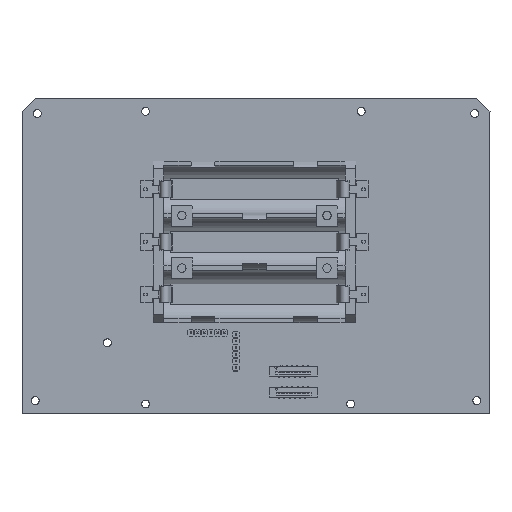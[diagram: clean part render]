
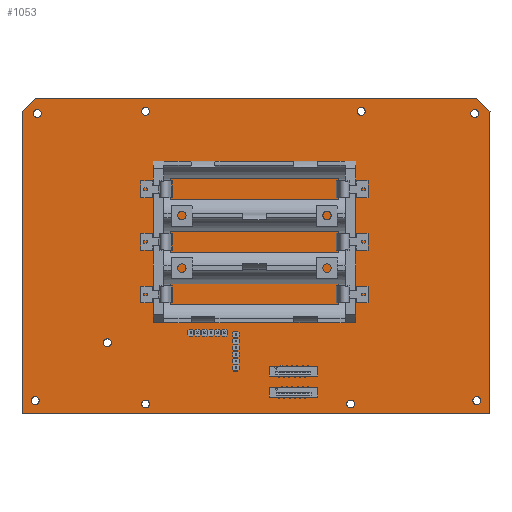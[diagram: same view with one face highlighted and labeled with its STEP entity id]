
A CAD part, top view. The second image highlights one B-rep face of the part: STEP entity #1053.
In plain terms, the highlighted planar face has unit normal (0, 0, 1).
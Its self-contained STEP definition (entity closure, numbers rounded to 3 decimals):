
#72 = VERTEX_POINT('',#73);
#73 = CARTESIAN_POINT('',(33.407,32.267,0.411));
#79 = EDGE_CURVE('',#72,#80,#82,.T.);
#80 = VERTEX_POINT('',#81);
#81 = CARTESIAN_POINT('',(51.284,32.266,0.411));
#82 = LINE('',#83,#84);
#83 = CARTESIAN_POINT('',(33.407,32.267,0.411));
#84 = VECTOR('',#85,1.);
#85 = DIRECTION('',(1.,0.,0.));
#110 = EDGE_CURVE('',#80,#111,#113,.T.);
#111 = VERTEX_POINT('',#112);
#112 = CARTESIAN_POINT('',(211.407,32.264,0.411));
#113 = LINE('',#114,#115);
#114 = CARTESIAN_POINT('',(51.284,32.266,0.411));
#115 = VECTOR('',#116,1.);
#116 = DIRECTION('',(1.,0.,0.));
#141 = EDGE_CURVE('',#111,#142,#144,.T.);
#142 = VERTEX_POINT('',#143);
#143 = CARTESIAN_POINT('',(211.409,147.264,0.411));
#144 = LINE('',#145,#146);
#145 = CARTESIAN_POINT('',(211.407,32.264,0.411));
#146 = VECTOR('',#147,1.);
#147 = DIRECTION('',(0.,1.,0.));
#172 = EDGE_CURVE('',#142,#173,#175,.T.);
#173 = VERTEX_POINT('',#174);
#174 = CARTESIAN_POINT('',(206.409,152.264,0.411));
#175 = LINE('',#176,#177);
#176 = CARTESIAN_POINT('',(211.409,147.264,0.411));
#177 = VECTOR('',#178,1.);
#178 = DIRECTION('',(-0.707,0.707,0.));
#203 = EDGE_CURVE('',#173,#204,#206,.T.);
#204 = VERTEX_POINT('',#205);
#205 = CARTESIAN_POINT('',(38.409,152.267,0.411));
#206 = LINE('',#207,#208);
#207 = CARTESIAN_POINT('',(206.409,152.264,0.411));
#208 = VECTOR('',#209,1.);
#209 = DIRECTION('',(-1.,0.,0.));
#234 = EDGE_CURVE('',#204,#235,#237,.T.);
#235 = VERTEX_POINT('',#236);
#236 = CARTESIAN_POINT('',(33.409,147.267,0.411));
#237 = LINE('',#238,#239);
#238 = CARTESIAN_POINT('',(38.409,152.267,0.411));
#239 = VECTOR('',#240,1.);
#240 = DIRECTION('',(-0.707,-0.707,0.));
#265 = EDGE_CURVE('',#235,#72,#266,.T.);
#266 = LINE('',#267,#268);
#267 = CARTESIAN_POINT('',(33.409,147.267,0.411));
#268 = VECTOR('',#269,1.);
#269 = DIRECTION('',(0.,-1.,0.));
#289 = VERTEX_POINT('',#290);
#290 = CARTESIAN_POINT('',(39.918,37.267,0.411));
#296 = EDGE_CURVE('',#289,#289,#297,.T.);
#297 = CIRCLE('',#298,1.5);
#298 = AXIS2_PLACEMENT_3D('',#299,#300,#301);
#299 = CARTESIAN_POINT('',(38.418,37.267,0.411));
#300 = DIRECTION('',(0.,0.,1.));
#301 = DIRECTION('',(1.,0.,-0.));
#322 = VERTEX_POINT('',#323);
#323 = CARTESIAN_POINT('',(67.386,59.246,0.411));
#329 = EDGE_CURVE('',#322,#322,#330,.T.);
#330 = CIRCLE('',#331,1.5);
#331 = AXIS2_PLACEMENT_3D('',#332,#333,#334);
#332 = CARTESIAN_POINT('',(65.886,59.246,0.411));
#333 = DIRECTION('',(0.,0.,1.));
#334 = DIRECTION('',(1.,0.,-0.));
#355 = VERTEX_POINT('',#356);
#356 = CARTESIAN_POINT('',(81.907,35.975,0.411));
#362 = EDGE_CURVE('',#355,#355,#363,.T.);
#363 = CIRCLE('',#364,1.5);
#364 = AXIS2_PLACEMENT_3D('',#365,#366,#367);
#365 = CARTESIAN_POINT('',(80.407,35.975,0.411));
#366 = DIRECTION('',(0.,0.,1.));
#367 = DIRECTION('',(1.,0.,-0.));
#388 = VERTEX_POINT('',#389);
#389 = CARTESIAN_POINT('',(98.017,63.056,0.411));
#395 = EDGE_CURVE('',#388,#388,#396,.T.);
#396 = CIRCLE('',#397,0.381);
#397 = AXIS2_PLACEMENT_3D('',#398,#399,#400);
#398 = CARTESIAN_POINT('',(97.636,63.056,0.411));
#399 = DIRECTION('',(0.,0.,1.));
#400 = DIRECTION('',(1.,0.,-0.));
#421 = VERTEX_POINT('',#422);
#422 = CARTESIAN_POINT('',(105.637,63.056,0.411));
#428 = EDGE_CURVE('',#421,#421,#429,.T.);
#429 = CIRCLE('',#430,0.381);
#430 = AXIS2_PLACEMENT_3D('',#431,#432,#433);
#431 = CARTESIAN_POINT('',(105.256,63.056,0.411));
#432 = DIRECTION('',(0.,0.,1.));
#433 = DIRECTION('',(1.,0.,-0.));
#454 = VERTEX_POINT('',#455);
#455 = CARTESIAN_POINT('',(40.737,146.438,0.411));
#461 = EDGE_CURVE('',#454,#454,#462,.T.);
#462 = CIRCLE('',#463,1.5);
#463 = AXIS2_PLACEMENT_3D('',#464,#465,#466);
#464 = CARTESIAN_POINT('',(39.237,146.438,0.411));
#465 = DIRECTION('',(0.,0.,1.));
#466 = DIRECTION('',(1.,0.,-0.));
#487 = VERTEX_POINT('',#488);
#488 = CARTESIAN_POINT('',(81.909,147.266,0.411));
#494 = EDGE_CURVE('',#487,#487,#495,.T.);
#495 = CIRCLE('',#496,1.5);
#496 = AXIS2_PLACEMENT_3D('',#497,#498,#499);
#497 = CARTESIAN_POINT('',(80.409,147.266,0.411));
#498 = DIRECTION('',(0.,0.,1.));
#499 = DIRECTION('',(1.,0.,-0.));
#520 = VERTEX_POINT('',#521);
#521 = CARTESIAN_POINT('',(108.177,63.056,0.411));
#527 = EDGE_CURVE('',#520,#520,#528,.T.);
#528 = CIRCLE('',#529,0.381);
#529 = AXIS2_PLACEMENT_3D('',#530,#531,#532);
#530 = CARTESIAN_POINT('',(107.796,63.056,0.411));
#531 = DIRECTION('',(0.,0.,1.));
#532 = DIRECTION('',(1.,0.,-0.));
#553 = VERTEX_POINT('',#554);
#554 = CARTESIAN_POINT('',(100.557,63.056,0.411));
#560 = EDGE_CURVE('',#553,#553,#561,.T.);
#561 = CIRCLE('',#562,0.381);
#562 = AXIS2_PLACEMENT_3D('',#563,#564,#565);
#563 = CARTESIAN_POINT('',(100.176,63.056,0.411));
#564 = DIRECTION('',(0.,0.,1.));
#565 = DIRECTION('',(1.,0.,-0.));
#586 = VERTEX_POINT('',#587);
#587 = CARTESIAN_POINT('',(103.097,63.056,0.411));
#593 = EDGE_CURVE('',#586,#586,#594,.T.);
#594 = CIRCLE('',#595,0.381);
#595 = AXIS2_PLACEMENT_3D('',#596,#597,#598);
#596 = CARTESIAN_POINT('',(102.716,63.056,0.411));
#597 = DIRECTION('',(0.,0.,1.));
#598 = DIRECTION('',(1.,0.,-0.));
#619 = VERTEX_POINT('',#620);
#620 = CARTESIAN_POINT('',(115.162,49.721,0.411));
#626 = EDGE_CURVE('',#619,#619,#627,.T.);
#627 = CIRCLE('',#628,0.381);
#628 = AXIS2_PLACEMENT_3D('',#629,#630,#631);
#629 = CARTESIAN_POINT('',(114.781,49.721,0.411));
#630 = DIRECTION('',(0.,0.,1.));
#631 = DIRECTION('',(1.,0.,-0.));
#652 = VERTEX_POINT('',#653);
#653 = CARTESIAN_POINT('',(115.162,52.261,0.411));
#659 = EDGE_CURVE('',#652,#652,#660,.T.);
#660 = CIRCLE('',#661,0.381);
#661 = AXIS2_PLACEMENT_3D('',#662,#663,#664);
#662 = CARTESIAN_POINT('',(114.781,52.261,0.411));
#663 = DIRECTION('',(0.,0.,1.));
#664 = DIRECTION('',(1.,0.,-0.));
#685 = VERTEX_POINT('',#686);
#686 = CARTESIAN_POINT('',(159.907,35.974,0.411));
#692 = EDGE_CURVE('',#685,#685,#693,.T.);
#693 = CIRCLE('',#694,1.5);
#694 = AXIS2_PLACEMENT_3D('',#695,#696,#697);
#695 = CARTESIAN_POINT('',(158.407,35.974,0.411));
#696 = DIRECTION('',(0.,0.,1.));
#697 = DIRECTION('',(1.,0.,-0.));
#718 = VERTEX_POINT('',#719);
#719 = CARTESIAN_POINT('',(115.162,54.801,0.411));
#725 = EDGE_CURVE('',#718,#718,#726,.T.);
#726 = CIRCLE('',#727,0.381);
#727 = AXIS2_PLACEMENT_3D('',#728,#729,#730);
#728 = CARTESIAN_POINT('',(114.781,54.801,0.411));
#729 = DIRECTION('',(0.,0.,1.));
#730 = DIRECTION('',(1.,0.,-0.));
#751 = VERTEX_POINT('',#752);
#752 = CARTESIAN_POINT('',(207.896,37.264,0.411));
#758 = EDGE_CURVE('',#751,#751,#759,.T.);
#759 = CIRCLE('',#760,1.5);
#760 = AXIS2_PLACEMENT_3D('',#761,#762,#763);
#761 = CARTESIAN_POINT('',(206.396,37.264,0.411));
#762 = DIRECTION('',(0.,0.,1.));
#763 = DIRECTION('',(1.,0.,-0.));
#784 = VERTEX_POINT('',#785);
#785 = CARTESIAN_POINT('',(115.162,57.341,0.411));
#791 = EDGE_CURVE('',#784,#784,#792,.T.);
#792 = CIRCLE('',#793,0.381);
#793 = AXIS2_PLACEMENT_3D('',#794,#795,#796);
#794 = CARTESIAN_POINT('',(114.781,57.341,0.411));
#795 = DIRECTION('',(0.,0.,1.));
#796 = DIRECTION('',(1.,0.,-0.));
#817 = VERTEX_POINT('',#818);
#818 = CARTESIAN_POINT('',(110.717,63.056,0.411));
#824 = EDGE_CURVE('',#817,#817,#825,.T.);
#825 = CIRCLE('',#826,0.381);
#826 = AXIS2_PLACEMENT_3D('',#827,#828,#829);
#827 = CARTESIAN_POINT('',(110.336,63.056,0.411));
#828 = DIRECTION('',(0.,0.,1.));
#829 = DIRECTION('',(1.,0.,-0.));
#850 = VERTEX_POINT('',#851);
#851 = CARTESIAN_POINT('',(115.162,59.881,0.411));
#857 = EDGE_CURVE('',#850,#850,#858,.T.);
#858 = CIRCLE('',#859,0.381);
#859 = AXIS2_PLACEMENT_3D('',#860,#861,#862);
#860 = CARTESIAN_POINT('',(114.781,59.881,0.411));
#861 = DIRECTION('',(0.,0.,1.));
#862 = DIRECTION('',(1.,0.,-0.));
#883 = VERTEX_POINT('',#884);
#884 = CARTESIAN_POINT('',(115.162,62.421,0.411));
#890 = EDGE_CURVE('',#883,#883,#891,.T.);
#891 = CIRCLE('',#892,0.381);
#892 = AXIS2_PLACEMENT_3D('',#893,#894,#895);
#893 = CARTESIAN_POINT('',(114.781,62.421,0.411));
#894 = DIRECTION('',(0.,0.,1.));
#895 = DIRECTION('',(1.,0.,-0.));
#916 = VERTEX_POINT('',#917);
#917 = CARTESIAN_POINT('',(163.909,147.265,0.411));
#923 = EDGE_CURVE('',#916,#916,#924,.T.);
#924 = CIRCLE('',#925,1.5);
#925 = AXIS2_PLACEMENT_3D('',#926,#927,#928);
#926 = CARTESIAN_POINT('',(162.409,147.265,0.411));
#927 = DIRECTION('',(0.,0.,1.));
#928 = DIRECTION('',(1.,0.,-0.));
#949 = VERTEX_POINT('',#950);
#950 = CARTESIAN_POINT('',(207.08,146.436,0.411));
#956 = EDGE_CURVE('',#949,#949,#957,.T.);
#957 = CIRCLE('',#958,1.5);
#958 = AXIS2_PLACEMENT_3D('',#959,#960,#961);
#959 = CARTESIAN_POINT('',(205.58,146.436,0.411));
#960 = DIRECTION('',(0.,0.,1.));
#961 = DIRECTION('',(1.,0.,-0.));
#1053 = ADVANCED_FACE('',(#1054,#1063,#1066,#1069,#1072,#1075,#1078,
    #1081,#1084,#1087,#1090,#1093,#1096,#1099,#1102,#1105,#1108,#1111,
    #1114,#1117,#1120,#1123),#1126,.T.);
#1054 = FACE_BOUND('',#1055,.T.);
#1055 = EDGE_LOOP('',(#1056,#1057,#1058,#1059,#1060,#1061,#1062));
#1056 = ORIENTED_EDGE('',*,*,#79,.T.);
#1057 = ORIENTED_EDGE('',*,*,#110,.T.);
#1058 = ORIENTED_EDGE('',*,*,#141,.T.);
#1059 = ORIENTED_EDGE('',*,*,#172,.T.);
#1060 = ORIENTED_EDGE('',*,*,#203,.T.);
#1061 = ORIENTED_EDGE('',*,*,#234,.T.);
#1062 = ORIENTED_EDGE('',*,*,#265,.T.);
#1063 = FACE_BOUND('',#1064,.T.);
#1064 = EDGE_LOOP('',(#1065));
#1065 = ORIENTED_EDGE('',*,*,#296,.F.);
#1066 = FACE_BOUND('',#1067,.T.);
#1067 = EDGE_LOOP('',(#1068));
#1068 = ORIENTED_EDGE('',*,*,#329,.F.);
#1069 = FACE_BOUND('',#1070,.T.);
#1070 = EDGE_LOOP('',(#1071));
#1071 = ORIENTED_EDGE('',*,*,#362,.F.);
#1072 = FACE_BOUND('',#1073,.T.);
#1073 = EDGE_LOOP('',(#1074));
#1074 = ORIENTED_EDGE('',*,*,#395,.F.);
#1075 = FACE_BOUND('',#1076,.T.);
#1076 = EDGE_LOOP('',(#1077));
#1077 = ORIENTED_EDGE('',*,*,#428,.F.);
#1078 = FACE_BOUND('',#1079,.T.);
#1079 = EDGE_LOOP('',(#1080));
#1080 = ORIENTED_EDGE('',*,*,#461,.F.);
#1081 = FACE_BOUND('',#1082,.T.);
#1082 = EDGE_LOOP('',(#1083));
#1083 = ORIENTED_EDGE('',*,*,#494,.F.);
#1084 = FACE_BOUND('',#1085,.T.);
#1085 = EDGE_LOOP('',(#1086));
#1086 = ORIENTED_EDGE('',*,*,#527,.F.);
#1087 = FACE_BOUND('',#1088,.T.);
#1088 = EDGE_LOOP('',(#1089));
#1089 = ORIENTED_EDGE('',*,*,#560,.F.);
#1090 = FACE_BOUND('',#1091,.T.);
#1091 = EDGE_LOOP('',(#1092));
#1092 = ORIENTED_EDGE('',*,*,#593,.F.);
#1093 = FACE_BOUND('',#1094,.T.);
#1094 = EDGE_LOOP('',(#1095));
#1095 = ORIENTED_EDGE('',*,*,#626,.F.);
#1096 = FACE_BOUND('',#1097,.T.);
#1097 = EDGE_LOOP('',(#1098));
#1098 = ORIENTED_EDGE('',*,*,#659,.F.);
#1099 = FACE_BOUND('',#1100,.T.);
#1100 = EDGE_LOOP('',(#1101));
#1101 = ORIENTED_EDGE('',*,*,#692,.F.);
#1102 = FACE_BOUND('',#1103,.T.);
#1103 = EDGE_LOOP('',(#1104));
#1104 = ORIENTED_EDGE('',*,*,#725,.F.);
#1105 = FACE_BOUND('',#1106,.T.);
#1106 = EDGE_LOOP('',(#1107));
#1107 = ORIENTED_EDGE('',*,*,#758,.F.);
#1108 = FACE_BOUND('',#1109,.T.);
#1109 = EDGE_LOOP('',(#1110));
#1110 = ORIENTED_EDGE('',*,*,#791,.F.);
#1111 = FACE_BOUND('',#1112,.T.);
#1112 = EDGE_LOOP('',(#1113));
#1113 = ORIENTED_EDGE('',*,*,#824,.F.);
#1114 = FACE_BOUND('',#1115,.T.);
#1115 = EDGE_LOOP('',(#1116));
#1116 = ORIENTED_EDGE('',*,*,#857,.F.);
#1117 = FACE_BOUND('',#1118,.T.);
#1118 = EDGE_LOOP('',(#1119));
#1119 = ORIENTED_EDGE('',*,*,#890,.F.);
#1120 = FACE_BOUND('',#1121,.T.);
#1121 = EDGE_LOOP('',(#1122));
#1122 = ORIENTED_EDGE('',*,*,#923,.F.);
#1123 = FACE_BOUND('',#1124,.T.);
#1124 = EDGE_LOOP('',(#1125));
#1125 = ORIENTED_EDGE('',*,*,#956,.F.);
#1126 = PLANE('',#1127);
#1127 = AXIS2_PLACEMENT_3D('',#1128,#1129,#1130);
#1128 = CARTESIAN_POINT('',(122.408,91.652,0.411));
#1129 = DIRECTION('',(0.,0.,1.));
#1130 = DIRECTION('',(1.,0.,-0.));
